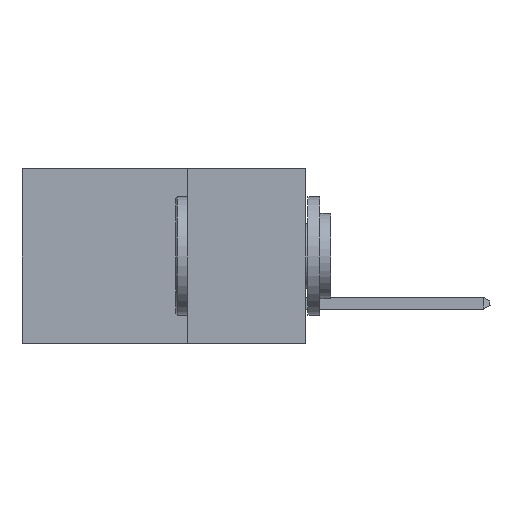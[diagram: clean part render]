
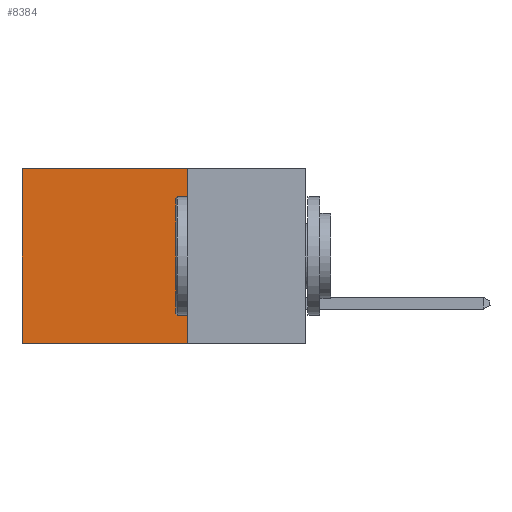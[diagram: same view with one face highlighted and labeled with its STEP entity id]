
A CAD part, left-side view. The second image highlights one B-rep face of the part: STEP entity #8384.
In plain terms, the highlighted planar face has unit normal (-1, 0, 0).
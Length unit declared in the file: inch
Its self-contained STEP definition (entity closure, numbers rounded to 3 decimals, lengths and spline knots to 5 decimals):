
#89 = CARTESIAN_POINT ( 'NONE',  ( 0.2615, 0.25, -0.37 ) ) ;
#291 = ORIENTED_EDGE ( 'NONE', *, *, #8096, .T. ) ;
#1585 = VECTOR ( 'NONE', #9724, 39.37008 ) ;
#1900 = EDGE_CURVE ( 'NONE', #12091, #2085, #6598, .T. ) ;
#2085 = VERTEX_POINT ( 'NONE', #2214 ) ;
#2214 = CARTESIAN_POINT ( 'NONE',  ( 0.2615, 0.25, -0.37 ) ) ;
#2337 = VECTOR ( 'NONE', #14645, 39.37008 ) ;
#2580 = CARTESIAN_POINT ( 'NONE',  ( 0.2615, 0.25, 0. ) ) ;
#2622 = ORIENTED_EDGE ( 'NONE', *, *, #8902, .F. ) ;
#3047 = VERTEX_POINT ( 'NONE', #8300 ) ;
#3501 = EDGE_LOOP ( 'NONE', ( #291, #2622, #6791, #4803 ) ) ;
#4740 = PLANE ( 'NONE',  #11764 ) ;
#4803 = ORIENTED_EDGE ( 'NONE', *, *, #8716, .T. ) ;
#6598 = LINE ( 'NONE', #8689, #1585 ) ;
#6791 = ORIENTED_EDGE ( 'NONE', *, *, #1900, .F. ) ;
#7926 = LINE ( 'NONE', #14695, #2337 ) ;
#8096 = EDGE_CURVE ( 'NONE', #10169, #3047, #11499, .T. ) ;
#8300 = CARTESIAN_POINT ( 'NONE',  ( 0.2615, 0.6, -0.37 ) ) ;
#8384 = ADVANCED_FACE ( 'NONE', ( #10441 ), #4740, .F. ) ;
#8492 = VECTOR ( 'NONE', #10789, 39.37008 ) ;
#8516 = CARTESIAN_POINT ( 'NONE',  ( 0.2615, 0.6, -0.37 ) ) ;
#8689 = CARTESIAN_POINT ( 'NONE',  ( 0.2615, 0.25, -0.37 ) ) ;
#8716 = EDGE_CURVE ( 'NONE', #12091, #10169, #7926, .T. ) ;
#8756 = DIRECTION ( 'NONE',  ( 0., 1., 0. ) ) ;
#8885 = DIRECTION ( 'NONE',  ( 0., 0., -1. ) ) ;
#8902 = EDGE_CURVE ( 'NONE', #2085, #3047, #11837, .T. ) ;
#9724 = DIRECTION ( 'NONE',  ( 0., 0., -1. ) ) ;
#9936 = CARTESIAN_POINT ( 'NONE',  ( 0.2615, 0.25, -0.37 ) ) ;
#10169 = VERTEX_POINT ( 'NONE', #13078 ) ;
#10441 = FACE_OUTER_BOUND ( 'NONE', #3501, .T. ) ;
#10789 = DIRECTION ( 'NONE',  ( 0., 0., -1. ) ) ;
#11499 = LINE ( 'NONE', #8516, #8492 ) ;
#11764 = AXIS2_PLACEMENT_3D ( 'NONE', #89, #12244, #8885 ) ;
#11837 = LINE ( 'NONE', #9936, #12387 ) ;
#12091 = VERTEX_POINT ( 'NONE', #2580 ) ;
#12244 = DIRECTION ( 'NONE',  ( 1., 0., 0. ) ) ;
#12387 = VECTOR ( 'NONE', #8756, 39.37008 ) ;
#13078 = CARTESIAN_POINT ( 'NONE',  ( 0.2615, 0.6, 0. ) ) ;
#14645 = DIRECTION ( 'NONE',  ( 0., 1., 0. ) ) ;
#14695 = CARTESIAN_POINT ( 'NONE',  ( 0.2615, 0.25, 0. ) ) ;
